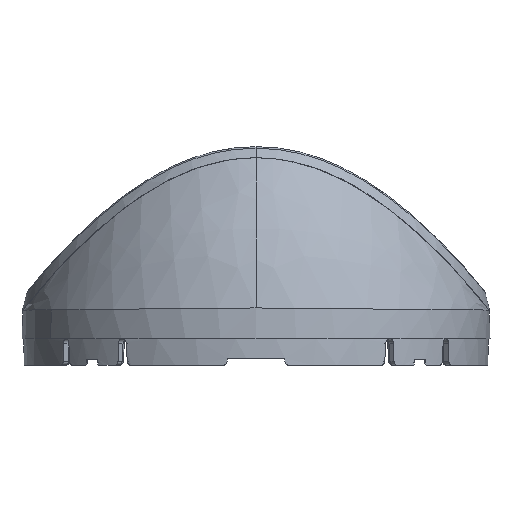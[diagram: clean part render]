
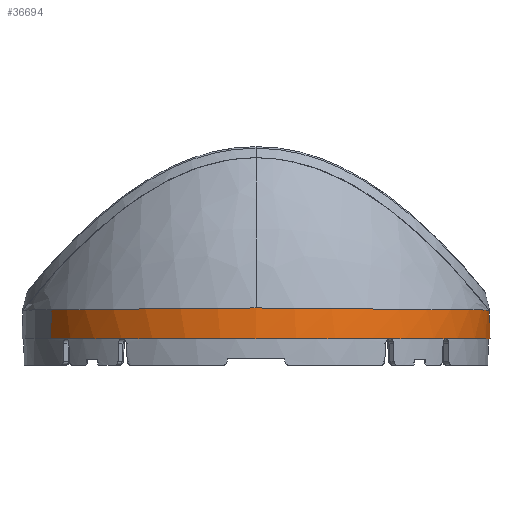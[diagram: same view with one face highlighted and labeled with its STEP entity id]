
A CAD part, front view. The second image highlights one B-rep face of the part: STEP entity #36694.
In plain terms, the highlighted conical face has half-angle 1.5 degrees and reference radius 25.858 mm.
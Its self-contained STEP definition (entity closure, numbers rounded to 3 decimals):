
#1975=AXIS2_PLACEMENT_3D('Circle Axis2P3D',#1973,#1974,$) ;
#3801=AXIS2_PLACEMENT_3D('Circle Axis2P3D',#3799,#3800,$) ;
#3808=AXIS2_PLACEMENT_3D('Circle Axis2P3D',#3806,#3807,$) ;
#36584=AXIS2_PLACEMENT_3D('Cone Axis2P3D',#36581,#36582,#36583) ;
#1970=CARTESIAN_POINT('Vertex',(23.216,12.683,7.65)) ;
#1973=CARTESIAN_POINT('Axis2P3D Location',(0.,0.,7.65)) ;
#1977=CARTESIAN_POINT('Vertex',(26.454,0.,7.65)) ;
#3796=CARTESIAN_POINT('Vertex',(-23.256,-12.705,5.9)) ;
#3799=CARTESIAN_POINT('Axis2P3D Location',(0.,0.,5.9)) ;
#3803=CARTESIAN_POINT('Vertex',(0.,-26.5,5.9)) ;
#3806=CARTESIAN_POINT('Axis2P3D Location',(0.,0.,5.9)) ;
#3810=CARTESIAN_POINT('Vertex',(23.256,12.705,5.9)) ;
#25065=CARTESIAN_POINT('Vertex',(26.428,-0.252,8.592)) ;
#25069=CARTESIAN_POINT('Control Point',(26.428,-0.252,8.592)) ;
#25070=CARTESIAN_POINT('Control Point',(26.423,-0.304,8.783)) ;
#25071=CARTESIAN_POINT('Control Point',(26.419,-0.391,8.894)) ;
#25072=CARTESIAN_POINT('Control Point',(26.415,-0.468,8.979)) ;
#25073=CARTESIAN_POINT('Control Point',(26.412,-0.555,9.037)) ;
#25074=CARTESIAN_POINT('Control Point',(26.409,-0.642,9.072)) ;
#25075=CARTESIAN_POINT('Vertex',(26.409,-0.642,9.072)) ;
#36581=CARTESIAN_POINT('Axis2P3D Location',(0.,0.,30.4)) ;
#36586=CARTESIAN_POINT('Line Origine',(22.974,12.551,18.15)) ;
#36599=CARTESIAN_POINT('Control Point',(26.454,0.,7.65)) ;
#36600=CARTESIAN_POINT('Control Point',(26.446,-0.084,7.964)) ;
#36601=CARTESIAN_POINT('Control Point',(26.437,-0.168,8.278)) ;
#36602=CARTESIAN_POINT('Control Point',(26.428,-0.252,8.592)) ;
#36604=CARTESIAN_POINT('Line Origine',(-22.974,-12.551,18.15)) ;
#36608=CARTESIAN_POINT('Vertex',(-23.181,-12.664,9.176)) ;
#36612=CARTESIAN_POINT('Control Point',(0.,-26.408,9.398)) ;
#36613=CARTESIAN_POINT('Control Point',(-0.955,-26.408,9.398)) ;
#36614=CARTESIAN_POINT('Control Point',(-1.91,-26.365,9.396)) ;
#36615=CARTESIAN_POINT('Control Point',(-2.865,-26.279,9.393)) ;
#36616=CARTESIAN_POINT('Control Point',(-5.181,-25.963,9.38)) ;
#36617=CARTESIAN_POINT('Control Point',(-7.448,-25.394,9.357)) ;
#36618=CARTESIAN_POINT('Control Point',(-8.766,-24.97,9.341)) ;
#36619=CARTESIAN_POINT('Control Point',(-10.465,-24.298,9.32)) ;
#36620=CARTESIAN_POINT('Control Point',(-12.096,-23.485,9.298)) ;
#36621=CARTESIAN_POINT('Control Point',(-12.491,-23.277,9.293)) ;
#36622=CARTESIAN_POINT('Control Point',(-14.104,-22.385,9.272)) ;
#36623=CARTESIAN_POINT('Control Point',(-15.635,-21.356,9.253)) ;
#36624=CARTESIAN_POINT('Control Point',(-16.738,-20.503,9.237)) ;
#36625=CARTESIAN_POINT('Control Point',(-18.479,-18.964,9.216)) ;
#36626=CARTESIAN_POINT('Control Point',(-20.036,-17.249,9.201)) ;
#36627=CARTESIAN_POINT('Control Point',(-20.627,-16.537,9.195)) ;
#36628=CARTESIAN_POINT('Control Point',(-21.304,-15.646,9.189)) ;
#36629=CARTESIAN_POINT('Control Point',(-21.932,-14.722,9.184)) ;
#36630=CARTESIAN_POINT('Control Point',(-22.038,-14.563,9.183)) ;
#36631=CARTESIAN_POINT('Control Point',(-22.344,-14.094,9.181)) ;
#36632=CARTESIAN_POINT('Control Point',(-22.638,-13.617,9.179)) ;
#36633=CARTESIAN_POINT('Control Point',(-22.824,-13.303,9.178)) ;
#36634=CARTESIAN_POINT('Control Point',(-23.005,-12.985,9.177)) ;
#36635=CARTESIAN_POINT('Control Point',(-23.181,-12.664,9.176)) ;
#36636=CARTESIAN_POINT('Vertex',(0.,-26.408,9.398)) ;
#36640=CARTESIAN_POINT('Control Point',(0.,-26.408,9.398)) ;
#36641=CARTESIAN_POINT('Control Point',(0.955,-26.408,9.398)) ;
#36642=CARTESIAN_POINT('Control Point',(1.91,-26.365,9.396)) ;
#36643=CARTESIAN_POINT('Control Point',(2.865,-26.279,9.393)) ;
#36644=CARTESIAN_POINT('Control Point',(5.181,-25.963,9.38)) ;
#36645=CARTESIAN_POINT('Control Point',(7.448,-25.394,9.357)) ;
#36646=CARTESIAN_POINT('Control Point',(8.766,-24.97,9.341)) ;
#36647=CARTESIAN_POINT('Control Point',(11.008,-24.083,9.313)) ;
#36648=CARTESIAN_POINT('Control Point',(13.132,-22.95,9.284)) ;
#36649=CARTESIAN_POINT('Control Point',(14.017,-22.42,9.273)) ;
#36650=CARTESIAN_POINT('Control Point',(15.55,-21.399,9.253)) ;
#36651=CARTESIAN_POINT('Control Point',(16.985,-20.252,9.235)) ;
#36652=CARTESIAN_POINT('Control Point',(17.598,-19.722,9.227)) ;
#36653=CARTESIAN_POINT('Control Point',(18.583,-18.801,9.216)) ;
#36654=CARTESIAN_POINT('Control Point',(19.507,-17.821,9.206)) ;
#36655=CARTESIAN_POINT('Control Point',(19.865,-17.421,9.203)) ;
#36656=CARTESIAN_POINT('Control Point',(20.464,-16.717,9.197)) ;
#36657=CARTESIAN_POINT('Control Point',(21.031,-15.987,9.192)) ;
#36658=CARTESIAN_POINT('Control Point',(21.264,-15.677,9.19)) ;
#36659=CARTESIAN_POINT('Control Point',(21.605,-15.204,9.187)) ;
#36660=CARTESIAN_POINT('Control Point',(21.932,-14.722,9.184)) ;
#36661=CARTESIAN_POINT('Control Point',(22.038,-14.563,9.183)) ;
#36662=CARTESIAN_POINT('Control Point',(22.73,-13.504,9.178)) ;
#36663=CARTESIAN_POINT('Control Point',(23.358,-12.404,9.175)) ;
#36664=CARTESIAN_POINT('Control Point',(23.842,-11.446,9.173)) ;
#36665=CARTESIAN_POINT('Control Point',(24.382,-10.227,9.172)) ;
#36666=CARTESIAN_POINT('Control Point',(24.843,-8.98,9.173)) ;
#36667=CARTESIAN_POINT('Control Point',(24.93,-8.735,9.173)) ;
#36668=CARTESIAN_POINT('Control Point',(25.207,-7.925,9.173)) ;
#36669=CARTESIAN_POINT('Control Point',(25.451,-7.107,9.173)) ;
#36670=CARTESIAN_POINT('Control Point',(25.605,-6.53,9.174)) ;
#36671=CARTESIAN_POINT('Control Point',(25.869,-5.412,9.173)) ;
#36672=CARTESIAN_POINT('Control Point',(26.064,-4.336,9.166)) ;
#36673=CARTESIAN_POINT('Control Point',(26.142,-3.832,9.16)) ;
#36674=CARTESIAN_POINT('Control Point',(26.239,-3.096,9.145)) ;
#36675=CARTESIAN_POINT('Control Point',(26.308,-2.403,9.125)) ;
#36676=CARTESIAN_POINT('Control Point',(26.329,-2.159,9.118)) ;
#36677=CARTESIAN_POINT('Control Point',(26.361,-1.734,9.103)) ;
#36678=CARTESIAN_POINT('Control Point',(26.386,-1.285,9.088)) ;
#36679=CARTESIAN_POINT('Control Point',(26.396,-1.08,9.082)) ;
#36680=CARTESIAN_POINT('Control Point',(26.404,-0.866,9.076)) ;
#36681=CARTESIAN_POINT('Control Point',(26.409,-0.642,9.072)) ;
#1974=DIRECTION('Axis2P3D Direction',(0.,0.,1.)) ;
#3800=DIRECTION('Axis2P3D Direction',(0.,0.,1.)) ;
#3807=DIRECTION('Axis2P3D Direction',(0.,0.,1.)) ;
#36582=DIRECTION('Axis2P3D Direction',(-0.,-0.,-1.)) ;
#36583=DIRECTION('Axis2P3D XDirection',(0.878,0.479,0.)) ;
#36587=DIRECTION('Vector Direction',(0.023,0.013,-1.)) ;
#36605=DIRECTION('Vector Direction',(-0.023,-0.013,-1.)) ;
#36588=VECTOR('Line Direction',#36587,1.) ;
#36606=VECTOR('Line Direction',#36605,1.) ;
#36684=ORIENTED_EDGE('',*,*,#25077,.T.) ;
#36685=ORIENTED_EDGE('',*,*,#36603,.T.) ;
#36686=ORIENTED_EDGE('',*,*,#1979,.F.) ;
#36687=ORIENTED_EDGE('',*,*,#36590,.T.) ;
#36688=ORIENTED_EDGE('',*,*,#3812,.F.) ;
#36689=ORIENTED_EDGE('',*,*,#3805,.F.) ;
#36690=ORIENTED_EDGE('',*,*,#36610,.F.) ;
#36691=ORIENTED_EDGE('',*,*,#36638,.F.) ;
#36692=ORIENTED_EDGE('',*,*,#36682,.T.) ;
#36694=ADVANCED_FACE('Extraction.3',(#36693),#36585,.F.) ;
#25068=B_SPLINE_CURVE_WITH_KNOTS('',5,(#25069,#25070,#25071,#25072,#25073,#25074),.UNSPECIFIED.,.F.,.U.,(6,6),(0.,1.708),.UNSPECIFIED.) ;
#36598=B_SPLINE_CURVE_WITH_KNOTS('',3,(#36599,#36600,#36601,#36602),.UNSPECIFIED.,.F.,.U.,(4,4),(0.,1.924),.UNSPECIFIED.) ;
#36611=B_SPLINE_CURVE_WITH_KNOTS('',5,(#36612,#36613,#36614,#36615,#36616,#36617,#36618,#36619,#36620,#36621,#36622,#36623,#36624,#36625,#36626,#36627,#36628,#36629,#36630,#36631,#36632,#36633,#36634,#36635),.UNSPECIFIED.,.F.,.U.,(6,3,3,3,3,3,3,6),(0.,18.537,45.364,54.064,81.297,99.457,103.288,110.489),.UNSPECIFIED.) ;
#36639=B_SPLINE_CURVE_WITH_KNOTS('',5,(#36640,#36641,#36642,#36643,#36644,#36645,#36646,#36647,#36648,#36649,#36650,#36651,#36652,#36653,#36654,#36655,#36656,#36657,#36658,#36659,#36660,#36661,#36662,#36663,#36664,#36665,#36666,#36667,#36668,#36669,#36670,#36671,#36672,#36673,#36674,#36675,#36676,#36677,#36678,#36679,#36680,#36681),.UNSPECIFIED.,.F.,.U.,(6,3,3,3,3,3,3,3,3,3,3,3,3,6),(0.,18.537,45.364,65.425,81.297,91.824,99.457,103.288,124.37,129.497,141.277,152.603,158.765,163.428),.UNSPECIFIED.) ;
#1976=CIRCLE('generated circle',#1975,26.454) ;
#3802=CIRCLE('generated circle',#3801,26.5) ;
#3809=CIRCLE('generated circle',#3808,26.5) ;
#36585=CONICAL_SURFACE('Cone',#36584,25.858,0.026) ;
#1979=EDGE_CURVE('',#1971,#1978,#1976,.F.) ;
#3805=EDGE_CURVE('',#3797,#3804,#3802,.T.) ;
#3812=EDGE_CURVE('',#3804,#3811,#3809,.T.) ;
#25077=EDGE_CURVE('',#25076,#25066,#25068,.F.) ;
#36590=EDGE_CURVE('',#1971,#3811,#36589,.T.) ;
#36603=EDGE_CURVE('',#25066,#1978,#36598,.F.) ;
#36610=EDGE_CURVE('',#36609,#3797,#36607,.T.) ;
#36638=EDGE_CURVE('',#36637,#36609,#36611,.T.) ;
#36682=EDGE_CURVE('',#36637,#25076,#36639,.T.) ;
#36683=EDGE_LOOP('',(#36684,#36685,#36686,#36687,#36688,#36689,#36690,#36691,#36692)) ;
#36693=FACE_OUTER_BOUND('',#36683,.T.) ;
#36589=LINE('Line',#36586,#36588) ;
#36607=LINE('Line',#36604,#36606) ;
#1971=VERTEX_POINT('',#1970) ;
#1978=VERTEX_POINT('',#1977) ;
#3797=VERTEX_POINT('',#3796) ;
#3804=VERTEX_POINT('',#3803) ;
#3811=VERTEX_POINT('',#3810) ;
#25066=VERTEX_POINT('',#25065) ;
#25076=VERTEX_POINT('',#25075) ;
#36609=VERTEX_POINT('',#36608) ;
#36637=VERTEX_POINT('',#36636) ;
